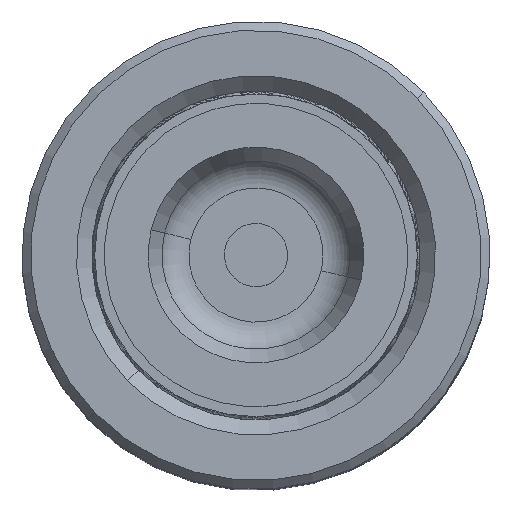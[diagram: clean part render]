
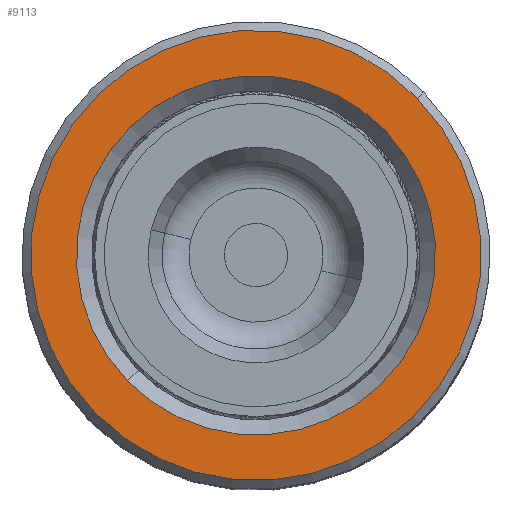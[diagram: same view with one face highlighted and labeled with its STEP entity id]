
A CAD part, top view. The second image highlights one B-rep face of the part: STEP entity #9113.
In plain terms, the highlighted planar face has unit normal (0, 0, 1).
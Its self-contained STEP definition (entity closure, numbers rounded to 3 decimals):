
#1196 = VERTEX_POINT ( 'NONE', #16422 ) ;
#3790 = ORIENTED_EDGE ( 'NONE', *, *, #28258, .T. ) ;
#4427 = CIRCLE ( 'NONE', #5551, 14.2 ) ;
#5551 = AXIS2_PLACEMENT_3D ( 'NONE', #6775, #23446, #9800 ) ;
#6706 = CIRCLE ( 'NONE', #30998, 17.8 ) ;
#6775 = CARTESIAN_POINT ( 'NONE',  ( 0., 0., 60. ) ) ;
#6903 = DIRECTION ( 'NONE',  ( 0., 0., 1. ) ) ;
#7565 = CIRCLE ( 'NONE', #12101, 14.2 ) ;
#9012 = CARTESIAN_POINT ( 'NONE',  ( 17.8, 0., 60. ) ) ;
#9113 = ADVANCED_FACE ( 'NONE', ( #31809, #27463 ), #32003, .T. ) ;
#9558 = EDGE_CURVE ( 'NONE', #34607, #9808, #6706, .T. ) ;
#9800 = DIRECTION ( 'NONE',  ( 1., 0., 0. ) ) ;
#9808 = VERTEX_POINT ( 'NONE', #23944 ) ;
#11279 = EDGE_LOOP ( 'NONE', ( #16226, #15257 ) ) ;
#12101 = AXIS2_PLACEMENT_3D ( 'NONE', #33597, #22742, #28423 ) ;
#15257 = ORIENTED_EDGE ( 'NONE', *, *, #9558, .T. ) ;
#16226 = ORIENTED_EDGE ( 'NONE', *, *, #31544, .T. ) ;
#16422 = CARTESIAN_POINT ( 'NONE',  ( -14.2, 0., 60. ) ) ;
#16690 = DIRECTION ( 'NONE',  ( 1., 0., 0. ) ) ;
#19700 = VERTEX_POINT ( 'NONE', #30039 ) ;
#20206 = DIRECTION ( 'NONE',  ( 0., 0., 1. ) ) ;
#20605 = CIRCLE ( 'NONE', #25504, 17.8 ) ;
#20788 = CARTESIAN_POINT ( 'NONE',  ( 0., 0., 60. ) ) ;
#21225 = ORIENTED_EDGE ( 'NONE', *, *, #34997, .T. ) ;
#22742 = DIRECTION ( 'NONE',  ( 0., 0., -1. ) ) ;
#22757 = EDGE_LOOP ( 'NONE', ( #21225, #3790 ) ) ;
#23446 = DIRECTION ( 'NONE',  ( 0., 0., -1. ) ) ;
#23944 = CARTESIAN_POINT ( 'NONE',  ( -17.8, 0., 60. ) ) ;
#24753 = AXIS2_PLACEMENT_3D ( 'NONE', #20788, #6903, #26216 ) ;
#24789 = DIRECTION ( 'NONE',  ( 0., 0., 1. ) ) ;
#25504 = AXIS2_PLACEMENT_3D ( 'NONE', #30460, #24789, #16690 ) ;
#26216 = DIRECTION ( 'NONE',  ( 1., 0., 0. ) ) ;
#27463 = FACE_BOUND ( 'NONE', #22757, .T. ) ;
#28258 = EDGE_CURVE ( 'NONE', #1196, #19700, #4427, .T. ) ;
#28423 = DIRECTION ( 'NONE',  ( 1., 0., 0. ) ) ;
#30039 = CARTESIAN_POINT ( 'NONE',  ( 14.2, 0., 60. ) ) ;
#30460 = CARTESIAN_POINT ( 'NONE',  ( 0., 0., 60. ) ) ;
#30724 = CARTESIAN_POINT ( 'NONE',  ( 0., 0., 60. ) ) ;
#30998 = AXIS2_PLACEMENT_3D ( 'NONE', #30724, #20206, #33973 ) ;
#31544 = EDGE_CURVE ( 'NONE', #9808, #34607, #20605, .T. ) ;
#31809 = FACE_OUTER_BOUND ( 'NONE', #11279, .T. ) ;
#32003 = PLANE ( 'NONE',  #24753 ) ;
#33597 = CARTESIAN_POINT ( 'NONE',  ( 0., 0., 60. ) ) ;
#33973 = DIRECTION ( 'NONE',  ( 1., 0., 0. ) ) ;
#34607 = VERTEX_POINT ( 'NONE', #9012 ) ;
#34997 = EDGE_CURVE ( 'NONE', #19700, #1196, #7565, .T. ) ;
